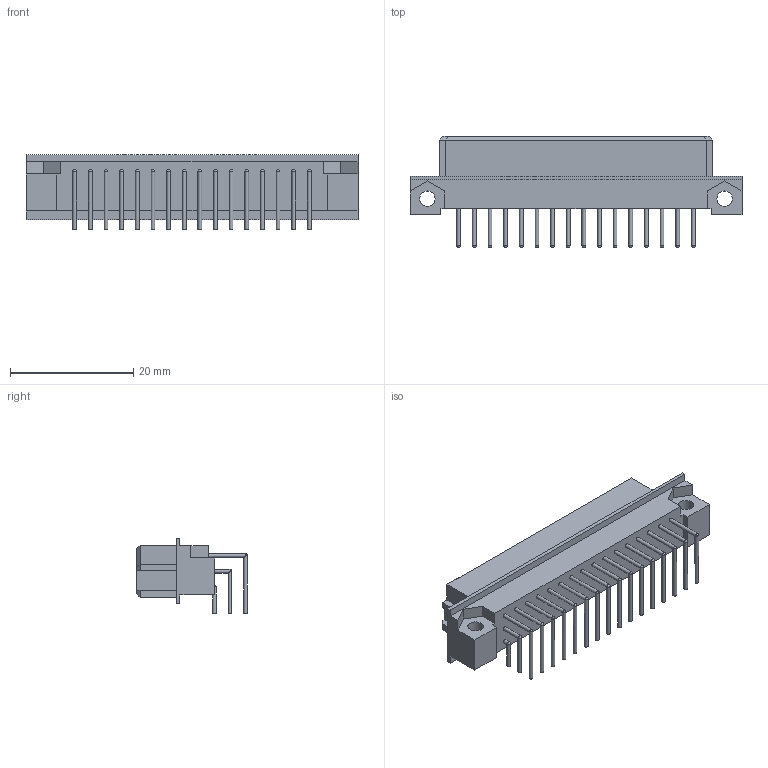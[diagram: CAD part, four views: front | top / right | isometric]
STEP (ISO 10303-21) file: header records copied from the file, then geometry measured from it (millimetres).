
FILE_DESCRIPTION(/* description */ (''),/* implementation_level */ '2;1');
FILE_NAME(/* name */ 'HARTING_09 28 248 6801.stp',/* time_stamp */ '2016-04-20T13:05:16+02:00',/* author */ ('riccim'),/* organization */ ('SolidWorks'),/* preprocessor_version */ 'ST-DEVELOPER v15.5',/* originating_system */ 'AutoCAD Mechanical',/* authorisation */ ' ');
FILE_SCHEMA (('AUTOMOTIVE_DESIGN { 1 0 10303 214 3 1 1 }'));
Length unit declared in the file: millimetre
Products named in the file (1): Product
Bounding box: 53.9 x 18.02 x 12.15 mm (x, y, z)
Volume: 4681.9 mm3; surface area: 3611 mm2
Topology: 49 solids, 49 shells, 531 faces, 1144 edges, 664 vertices
Faces by surface type: plane 385, cylinder 98, sphere 48
Full cylindrical faces by diameter (mm): 0.6 x96, 2.5 x2
Entity records: 12963 total; most frequent: DIRECTION 2258, CARTESIAN_POINT 2146, ORIENTED_EDGE 1900, EDGE_CURVE 950, AXIS2_PLACEMENT_3D 776, LINE 706, VECTOR 706, EDGE_LOOP 682
